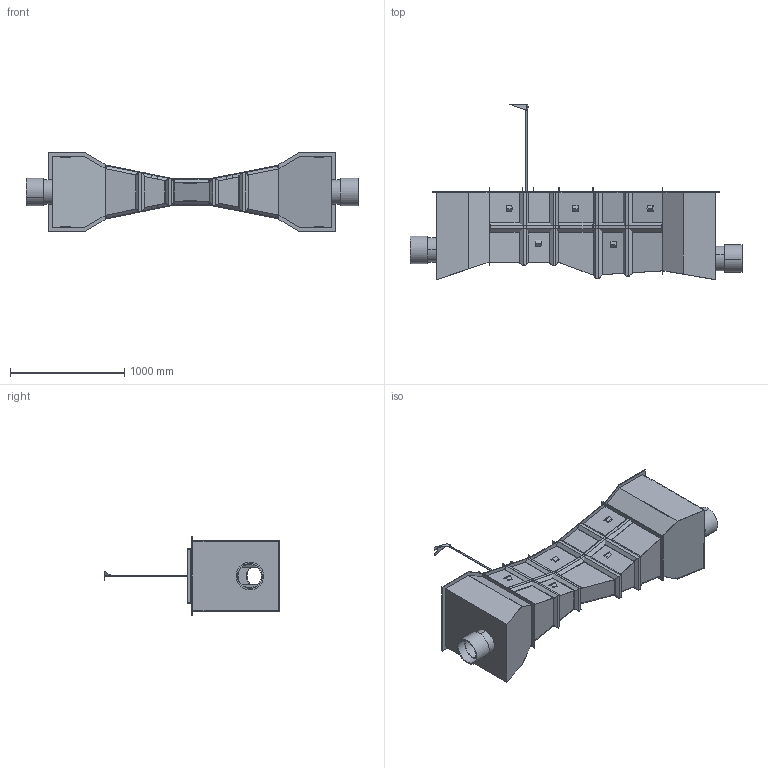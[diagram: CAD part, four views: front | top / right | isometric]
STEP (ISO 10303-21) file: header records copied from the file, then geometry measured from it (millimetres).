
FILE_DESCRIPTION (( 'STEP AP214' ), '1' );
FILE_NAME ('6in Parshall flume Assem1 with options.STEP', '2020-08-12T13:25:16', ( '' ), ( '' ), 'SwSTEP 2.0', 'SolidWorks 2020', '' );
FILE_SCHEMA (( 'AUTOMOTIVE_DESIGN' ));
Length unit declared in the file: inch
Products named in the file (17): 6 parshall inlet adapter_6 inch; 6 Parshall Staff Gauge 24in long parshall staff gauge_English Staff Gauge - Default; 6 Rev ATop Bracket Assembly; 6 FRP Pipe Stub_O8"; 6 Fernco Coupler_8 INCH FERNCO FITTING; 6 MirrorAngle bracket; 6in Parshal Flume_6 inchDefault; 6 Ultrasonic Transducer Assy_6in Parshll Flume; 6 C Channel Ultrasonic Bkt_2in Parshall; 6 Angle bracket; 6 Rev Abase plate; 6 Rev ATop Bracket Tube; hex nut_ai_HNUT 0.2500-20-D-N; Copy of 49976 Rev Ashaft^6 Ultrasonic Transducer Assy; 6in Parshall flume Assem1 with options; 6 parshall outlet end adapter_6 INCH; 6 Rev ATop Bracket Rev A sheet metal
Assembly tree (26 placements, depth 4):
  6in Parshall flume Assem1 with options
    6in Parshal Flume_6 inchDefault
    6 Ultrasonic Transducer Assy_6in Parshll Flume
      6 Rev Abase plate
      Copy of 49976 Rev Ashaft^6 Ultrasonic Transducer Assy
      6 Rev ATop Bracket Assembly
        hex nut_ai_HNUT 0.2500-20-D-N
        6 Rev ATop Bracket Tube
        6 Rev ATop Bracket Rev A sheet metal
      6 C Channel Ultrasonic Bkt_2in Parshall
    6 Angle bracket  x9
    6 MirrorAngle bracket
    6 parshall inlet adapter_6 inch
    6 parshall outlet end adapter_6 INCH
    6 Parshall Staff Gauge 24in long parshall staff gauge_English Staff Gauge - Default
    6 FRP Pipe Stub_O8"  x2
    6 Fernco Coupler_8 INCH FERNCO FITTING  x2
Bounding box: 2908.3 x 1539.21 x 685.8 mm (x, y, z)
Volume: 43012493.3 mm3; surface area: 16170514.1 mm2
Topology: 46 solids, 46 shells, 563 faces, 1388 edges, 914 vertices
Faces by surface type: plane 492, cylinder 53, cone 16, bspline 2
Entity records: 16830 total; most frequent: CARTESIAN_POINT 3010, ORIENTED_EDGE 2440, DIRECTION 2350, EDGE_CURVE 1220, LINE 1022, VECTOR 1022, VERTEX_POINT 802, AXIS2_PLACEMENT_3D 664
